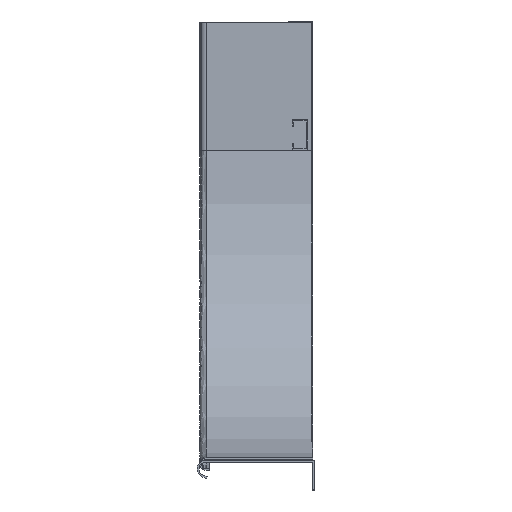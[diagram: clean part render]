
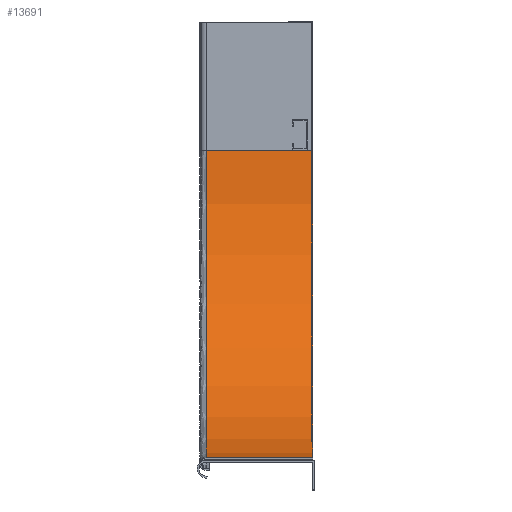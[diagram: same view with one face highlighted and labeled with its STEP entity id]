
A CAD part, left-side view. The second image highlights one B-rep face of the part: STEP entity #13691.
In plain terms, the highlighted cylindrical face has radius 300 mm (diameter 600 mm), a partial arc.
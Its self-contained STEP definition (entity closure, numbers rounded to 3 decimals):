
#14 = DIRECTION ( 'NONE',  ( 0., 1., 0. ) ) ;
#59 = EDGE_LOOP ( 'NONE', ( #1276, #5960, #6382, #1048 ) ) ;
#228 = AXIS2_PLACEMENT_3D ( 'NONE', #6463, #6486, #6544 ) ;
#440 = LINE ( 'NONE', #6142, #17878 ) ;
#1048 = ORIENTED_EDGE ( 'NONE', *, *, #11944, .F. ) ;
#1276 = ORIENTED_EDGE ( 'NONE', *, *, #3601, .F. ) ;
#1663 = CIRCLE ( 'NONE', #9412, 300. ) ;
#2088 = EDGE_CURVE ( 'NONE', #2152, #4418, #19428, .T. ) ;
#2152 = VERTEX_POINT ( 'NONE', #14067 ) ;
#2822 = DIRECTION ( 'NONE',  ( 0., 0., -1. ) ) ;
#2975 = FACE_OUTER_BOUND ( 'NONE', #59, .T. ) ;
#3601 = EDGE_CURVE ( 'NONE', #13499, #5017, #1663, .T. ) ;
#4418 = VERTEX_POINT ( 'NONE', #11198 ) ;
#5017 = VERTEX_POINT ( 'NONE', #13094 ) ;
#5960 = ORIENTED_EDGE ( 'NONE', *, *, #13105, .F. ) ;
#5994 = DIRECTION ( 'NONE',  ( 0., 1., 0. ) ) ;
#6137 = DIRECTION ( 'NONE',  ( 0., -1., 0. ) ) ;
#6142 = CARTESIAN_POINT ( 'NONE',  ( 0., 0., -125. ) ) ;
#6318 = AXIS2_PLACEMENT_3D ( 'NONE', #10657, #6137, #12281 ) ;
#6382 = ORIENTED_EDGE ( 'NONE', *, *, #2088, .F. ) ;
#6427 = DIRECTION ( 'NONE',  ( 0., -1., 0. ) ) ;
#6463 = CARTESIAN_POINT ( 'NONE',  ( 300., 104., -125. ) ) ;
#6486 = DIRECTION ( 'NONE',  ( 0., -1., 0. ) ) ;
#6544 = DIRECTION ( 'NONE',  ( 0., 0., -1. ) ) ;
#7643 = LINE ( 'NONE', #7901, #12660 ) ;
#7901 = CARTESIAN_POINT ( 'NONE',  ( 300., 0., -425. ) ) ;
#9207 = CYLINDRICAL_SURFACE ( 'NONE', #6318, 300. ) ;
#9412 = AXIS2_PLACEMENT_3D ( 'NONE', #10267, #5994, #2822 ) ;
#10267 = CARTESIAN_POINT ( 'NONE',  ( 300., 0., -125. ) ) ;
#10657 = CARTESIAN_POINT ( 'NONE',  ( 300., 0., -125. ) ) ;
#11198 = CARTESIAN_POINT ( 'NONE',  ( 300., 104., -425. ) ) ;
#11944 = EDGE_CURVE ( 'NONE', #5017, #2152, #440, .T. ) ;
#12281 = DIRECTION ( 'NONE',  ( 0., 0., -1. ) ) ;
#12660 = VECTOR ( 'NONE', #6427, 1000. ) ;
#13094 = CARTESIAN_POINT ( 'NONE',  ( 0., 0., -125. ) ) ;
#13105 = EDGE_CURVE ( 'NONE', #4418, #13499, #7643, .T. ) ;
#13499 = VERTEX_POINT ( 'NONE', #16312 ) ;
#13691 = ADVANCED_FACE ( 'NONE', ( #2975 ), #9207, .F. ) ;
#14067 = CARTESIAN_POINT ( 'NONE',  ( 0., 104., -125. ) ) ;
#16312 = CARTESIAN_POINT ( 'NONE',  ( 300., 0., -425. ) ) ;
#17878 = VECTOR ( 'NONE', #14, 1000. ) ;
#19428 = CIRCLE ( 'NONE', #228, 300. ) ;
